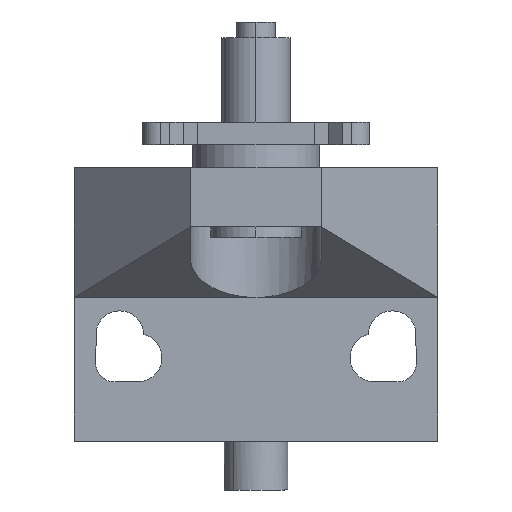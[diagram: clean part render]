
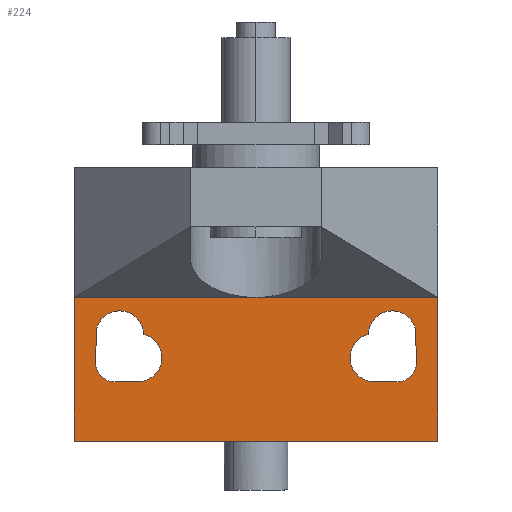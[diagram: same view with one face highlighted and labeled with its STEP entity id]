
A CAD part, front view. The second image highlights one B-rep face of the part: STEP entity #224.
In plain terms, the highlighted planar face has unit normal (0, -1, 0).
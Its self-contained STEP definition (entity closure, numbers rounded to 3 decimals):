
#224=ADVANCED_FACE('',(#499,#500,#501),#502,.F.);
#499=FACE_BOUND('',#828,.T.);
#500=FACE_BOUND('',#829,.T.);
#501=FACE_OUTER_BOUND('',#830,.T.);
#502=PLANE('',#831);
#828=EDGE_LOOP('',(#1427,#1428,#1429,#1430,#1431,#1432));
#829=EDGE_LOOP('',(#1433,#1434,#1435,#1436,#1437,#1438));
#830=EDGE_LOOP('',(#1439,#1440,#1441,#1442,#1443));
#831=AXIS2_PLACEMENT_3D('',#1444,#1445,#1446);
#1427=ORIENTED_EDGE('',*,*,#2101,.F.);
#1428=ORIENTED_EDGE('',*,*,#2102,.F.);
#1429=ORIENTED_EDGE('',*,*,#2103,.F.);
#1430=ORIENTED_EDGE('',*,*,#2056,.F.);
#1431=ORIENTED_EDGE('',*,*,#2104,.F.);
#1432=ORIENTED_EDGE('',*,*,#2105,.F.);
#1433=ORIENTED_EDGE('',*,*,#2106,.F.);
#1434=ORIENTED_EDGE('',*,*,#2107,.F.);
#1435=ORIENTED_EDGE('',*,*,#2108,.F.);
#1436=ORIENTED_EDGE('',*,*,#2109,.F.);
#1437=ORIENTED_EDGE('',*,*,#2110,.F.);
#1438=ORIENTED_EDGE('',*,*,#2051,.F.);
#1439=ORIENTED_EDGE('',*,*,#2111,.T.);
#1440=ORIENTED_EDGE('',*,*,#2112,.T.);
#1441=ORIENTED_EDGE('',*,*,#2113,.T.);
#1442=ORIENTED_EDGE('',*,*,#2114,.T.);
#1443=ORIENTED_EDGE('',*,*,#2115,.F.);
#1444=CARTESIAN_POINT('',(5.301,95.307,24.172));
#1445=DIRECTION('',(0.0,1.0,0.0));
#1446=DIRECTION('',(1.0,0.0,-0.0));
#2051=EDGE_CURVE('',#2486,#2482,#2488,.F.);
#2056=EDGE_CURVE('',#2495,#2491,#2497,.F.);
#2101=EDGE_CURVE('',#2572,#2573,#2574,.F.);
#2102=EDGE_CURVE('',#2575,#2572,#2576,.T.);
#2103=EDGE_CURVE('',#2491,#2575,#2577,.F.);
#2104=EDGE_CURVE('',#2578,#2495,#2579,.F.);
#2105=EDGE_CURVE('',#2573,#2578,#2580,.T.);
#2106=EDGE_CURVE('',#2581,#2486,#2582,.T.);
#2107=EDGE_CURVE('',#2583,#2581,#2584,.F.);
#2108=EDGE_CURVE('',#2585,#2583,#2586,.T.);
#2109=EDGE_CURVE('',#2587,#2585,#2588,.F.);
#2110=EDGE_CURVE('',#2482,#2587,#2589,.F.);
#2111=EDGE_CURVE('',#2590,#2591,#2592,.T.);
#2112=EDGE_CURVE('',#2591,#2593,#2594,.T.);
#2113=EDGE_CURVE('',#2593,#2595,#2596,.T.);
#2114=EDGE_CURVE('',#2595,#2597,#2598,.T.);
#2115=EDGE_CURVE('',#2590,#2597,#2599,.T.);
#2482=VERTEX_POINT('',#3081);
#2486=VERTEX_POINT('',#3086);
#2488=CIRCLE('',#3089,2.65);
#2491=VERTEX_POINT('',#3092);
#2495=VERTEX_POINT('',#3097);
#2497=CIRCLE('',#3100,2.65);
#2572=VERTEX_POINT('',#3199);
#2573=VERTEX_POINT('',#3200);
#2574=CIRCLE('',#3201,2.0);
#2575=VERTEX_POINT('',#3202);
#2576=LINE('',#3203,#3204);
#2577=CIRCLE('',#3205,2.65);
#2578=VERTEX_POINT('',#3206);
#2579=CIRCLE('',#3207,2.65);
#2580=LINE('',#3208,#3209);
#2581=VERTEX_POINT('',#3210);
#2582=LINE('',#3211,#3212);
#2583=VERTEX_POINT('',#3213);
#2584=CIRCLE('',#3214,2.0);
#2585=VERTEX_POINT('',#3215);
#2586=LINE('',#3216,#3217);
#2587=VERTEX_POINT('',#3218);
#2588=CIRCLE('',#3219,2.65);
#2589=CIRCLE('',#3220,2.65);
#2590=VERTEX_POINT('',#3221);
#2591=VERTEX_POINT('',#3222);
#2592=LINE('',#3223,#3224);
#2593=VERTEX_POINT('',#3225);
#2594=LINE('',#3226,#3227);
#2595=VERTEX_POINT('',#3228);
#2596=LINE('',#3229,#3230);
#2597=VERTEX_POINT('',#3231);
#2598=LINE('',#3232,#3233);
#2599=LINE('',#3234,#3235);
#3081=CARTESIAN_POINT('',(27.505,95.307,14.904));
#3086=CARTESIAN_POINT('',(30.089,95.307,12.842));
#3089=AXIS2_PLACEMENT_3D('',#3645,#3646,#3647);
#3092=CARTESIAN_POINT('',(-2.495,95.307,14.904));
#3097=CARTESIAN_POINT('',(0.154,95.307,12.323));
#3100=AXIS2_PLACEMENT_3D('',#3653,#3654,#3655);
#3199=CARTESIAN_POINT('',(-5.122,95.307,9.127));
#3200=CARTESIAN_POINT('',(-3.122,95.307,7.104));
#3201=AXIS2_PLACEMENT_3D('',#3716,#3717,#3718);
#3202=CARTESIAN_POINT('',(-5.079,95.307,12.842));
#3203=CARTESIAN_POINT('',(-4.947,95.307,24.29));
#3204=VECTOR('',#3719,1.0);
#3205=AXIS2_PLACEMENT_3D('',#3720,#3721,#3722);
#3206=CARTESIAN_POINT('',(-0.495,95.307,7.104));
#3207=AXIS2_PLACEMENT_3D('',#3723,#3724,#3725);
#3208=CARTESIAN_POINT('',(5.301,95.307,7.104));
#3209=VECTOR('',#3726,1.0);
#3210=CARTESIAN_POINT('',(30.131,95.307,9.127));
#3211=CARTESIAN_POINT('',(29.955,95.307,24.456));
#3212=VECTOR('',#3727,1.0);
#3213=CARTESIAN_POINT('',(28.131,95.307,7.104));
#3214=AXIS2_PLACEMENT_3D('',#3728,#3729,#3730);
#3215=CARTESIAN_POINT('',(25.505,95.307,7.104));
#3216=CARTESIAN_POINT('',(5.301,95.307,7.104));
#3217=VECTOR('',#3731,1.0);
#3218=CARTESIAN_POINT('',(24.856,95.307,12.323));
#3219=AXIS2_PLACEMENT_3D('',#3732,#3733,#3734);
#3220=AXIS2_PLACEMENT_3D('',#3735,#3736,#3737);
#3221=CARTESIAN_POINT('',(32.505,95.307,16.39));
#3222=CARTESIAN_POINT('',(12.505,95.307,16.39));
#3223=CARTESIAN_POINT('',(5.301,95.307,16.39));
#3224=VECTOR('',#3738,1.0);
#3225=CARTESIAN_POINT('',(-7.495,95.307,16.39));
#3226=CARTESIAN_POINT('',(5.301,95.307,16.39));
#3227=VECTOR('',#3739,1.0);
#3228=CARTESIAN_POINT('',(-7.495,95.307,0.568));
#3229=CARTESIAN_POINT('',(-7.495,95.307,30.654));
#3230=VECTOR('',#3740,1.0);
#3231=CARTESIAN_POINT('',(32.505,95.307,0.568));
#3232=CARTESIAN_POINT('',(5.301,95.307,0.568));
#3233=VECTOR('',#3741,1.0);
#3234=CARTESIAN_POINT('',(32.505,95.307,17.04));
#3235=VECTOR('',#3742,1.0);
#3645=CARTESIAN_POINT('',(27.505,95.307,12.254));
#3646=DIRECTION('',(0.0,1.0,0.0));
#3647=DIRECTION('',(0.0,0.0,1.0));
#3653=CARTESIAN_POINT('',(-2.495,95.307,12.254));
#3654=DIRECTION('',(0.0,1.0,0.0));
#3655=DIRECTION('',(0.0,0.0,1.0));
#3716=CARTESIAN_POINT('',(-3.122,95.307,9.104));
#3717=DIRECTION('',(0.0,1.0,0.0));
#3718=DIRECTION('',(0.0,0.0,1.0));
#3719=DIRECTION('',(-0.012,0.0,-1.));
#3720=CARTESIAN_POINT('',(-2.495,95.307,12.254));
#3721=DIRECTION('',(0.0,1.0,0.0));
#3722=DIRECTION('',(0.0,0.0,1.0));
#3723=CARTESIAN_POINT('',(-0.495,95.307,9.754));
#3724=DIRECTION('',(0.0,1.0,0.0));
#3725=DIRECTION('',(0.0,0.0,1.0));
#3726=DIRECTION('',(1.0,0.0,0.0));
#3727=DIRECTION('',(-0.012,0.0,1.));
#3728=CARTESIAN_POINT('',(28.131,95.307,9.104));
#3729=DIRECTION('',(0.0,1.0,0.0));
#3730=DIRECTION('',(0.0,0.0,1.0));
#3731=DIRECTION('',(1.0,0.0,0.0));
#3732=CARTESIAN_POINT('',(25.505,95.307,9.754));
#3733=DIRECTION('',(0.0,1.0,0.0));
#3734=DIRECTION('',(0.0,0.0,1.0));
#3735=CARTESIAN_POINT('',(27.505,95.307,12.254));
#3736=DIRECTION('',(0.0,1.0,0.0));
#3737=DIRECTION('',(0.0,0.0,1.0));
#3738=DIRECTION('',(-1.0,0.0,0.0));
#3739=DIRECTION('',(-1.0,0.0,0.0));
#3740=DIRECTION('',(0.0,0.0,-1.0));
#3741=DIRECTION('',(1.0,0.0,0.));
#3742=DIRECTION('',(0.0,0.0,-1.0));
